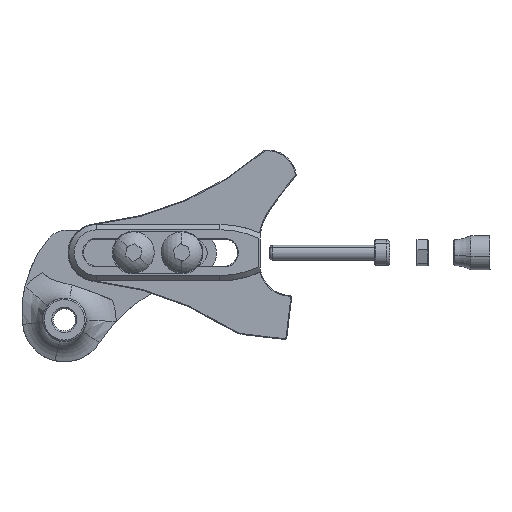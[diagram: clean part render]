
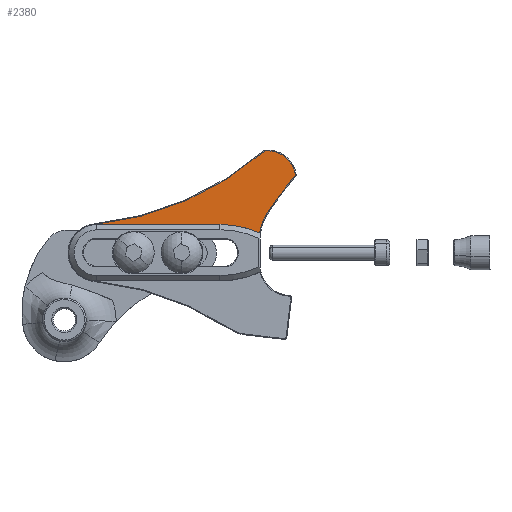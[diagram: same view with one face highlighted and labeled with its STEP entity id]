
A CAD part, top view. The second image highlights one B-rep face of the part: STEP entity #2380.
In plain terms, the highlighted face is planar.
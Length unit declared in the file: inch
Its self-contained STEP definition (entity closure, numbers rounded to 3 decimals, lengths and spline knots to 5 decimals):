
#55 = CIRCLE ( 'NONE', #58, 0.02 ) ;
#58 = AXIS2_PLACEMENT_3D ( 'NONE', #4121, #544, #5681 ) ;
#167 = CARTESIAN_POINT ( 'NONE',  ( -1.92958, 1.2251, -0.09843 ) ) ;
#169 = EDGE_CURVE ( 'NONE', #3736, #5623, #4415, .T. ) ;
#234 = CARTESIAN_POINT ( 'NONE',  ( 0., 0., -0.09843 ) ) ;
#292 = AXIS2_PLACEMENT_3D ( 'NONE', #4084, #1926, #7327 ) ;
#362 = AXIS2_PLACEMENT_3D ( 'NONE', #809, #4811, #1378 ) ;
#418 = VERTEX_POINT ( 'NONE', #2251 ) ;
#512 = CARTESIAN_POINT ( 'NONE',  ( -2.09288, 1.82348, -0.09843 ) ) ;
#544 = DIRECTION ( 'NONE',  ( 0., 0., 1. ) ) ;
#607 = EDGE_CURVE ( 'NONE', #5308, #2054, #6101, .T. ) ;
#777 = AXIS2_PLACEMENT_3D ( 'NONE', #4889, #1453, #5456 ) ;
#796 = DIRECTION ( 'NONE',  ( 1., 0., 0. ) ) ;
#809 = CARTESIAN_POINT ( 'NONE',  ( -1.78803, 1.66194, -0.09843 ) ) ;
#877 = VERTEX_POINT ( 'NONE', #1616 ) ;
#949 = EDGE_CURVE ( 'NONE', #5308, #877, #3953, .T. ) ;
#962 = CIRCLE ( 'NONE', #4831, 0.02 ) ;
#1216 = CARTESIAN_POINT ( 'NONE',  ( -2.09288, 1.82348, -0.09843 ) ) ;
#1378 = DIRECTION ( 'NONE',  ( 1., 0., 0. ) ) ;
#1453 = DIRECTION ( 'NONE',  ( 0., 0., 1. ) ) ;
#1616 = CARTESIAN_POINT ( 'NONE',  ( 0.12344, 0.3488, -0.09843 ) ) ;
#1846 = VERTEX_POINT ( 'NONE', #4886 ) ;
#1890 = AXIS2_PLACEMENT_3D ( 'NONE', #3155, #7158, #3724 ) ;
#1926 = DIRECTION ( 'NONE',  ( 0., 0., -1. ) ) ;
#1966 = ORIENTED_EDGE ( 'NONE', *, *, #2719, .F. ) ;
#2054 = VERTEX_POINT ( 'NONE', #2778 ) ;
#2251 = CARTESIAN_POINT ( 'NONE',  ( -1.91255, 1.08199, -0.09843 ) ) ;
#2273 = DIRECTION ( 'NONE',  ( 0., 0., 1. ) ) ;
#2380 = ADVANCED_FACE ( 'NONE', ( #2677 ), #4756, .T. ) ;
#2411 = EDGE_LOOP ( 'NONE', ( #7116, #1966, #5363, #5707, #6634, #6189, #4457, #4422, #3777, #6069, #7384 ) ) ;
#2479 = DIRECTION ( 'NONE',  ( 0., 0., -1. ) ) ;
#2494 = DIRECTION ( 'NONE',  ( 0., 0., -1. ) ) ;
#2553 = VERTEX_POINT ( 'NONE', #5063 ) ;
#2647 = AXIS2_PLACEMENT_3D ( 'NONE', #5708, #2273, #6276 ) ;
#2655 = AXIS2_PLACEMENT_3D ( 'NONE', #234, #4240, #796 ) ;
#2677 = FACE_OUTER_BOUND ( 'NONE', #2411, .T. ) ;
#2719 = EDGE_CURVE ( 'NONE', #5623, #1846, #962, .T. ) ;
#2778 = CARTESIAN_POINT ( 'NONE',  ( -1.62377, 1.98399, -0.09843 ) ) ;
#2839 = VERTEX_POINT ( 'NONE', #7151 ) ;
#2997 = CIRCLE ( 'NONE', #292, 0.61 ) ;
#3014 = DIRECTION ( 'NONE',  ( -0.943, 0.334, 0. ) ) ;
#3127 = CIRCLE ( 'NONE', #6644, 5.01 ) ;
#3155 = CARTESIAN_POINT ( 'NONE',  ( -2.52255, 1.08199, -0.09843 ) ) ;
#3326 = CARTESIAN_POINT ( 'NONE',  ( -2.11055, 1.83284, -0.09843 ) ) ;
#3422 = VERTEX_POINT ( 'NONE', #167 ) ;
#3540 = EDGE_CURVE ( 'NONE', #2054, #5177, #55, .T. ) ;
#3724 = DIRECTION ( 'NONE',  ( 1., 0., 0. ) ) ;
#3736 = VERTEX_POINT ( 'NONE', #3326 ) ;
#3777 = ORIENTED_EDGE ( 'NONE', *, *, #6115, .T. ) ;
#3784 = VECTOR ( 'NONE', #3014, 39.37008 ) ;
#3786 = EDGE_CURVE ( 'NONE', #418, #2553, #2997, .T. ) ;
#3940 = CIRCLE ( 'NONE', #1890, 0.61 ) ;
#3942 = DIRECTION ( 'NONE',  ( 0., 0., 1. ) ) ;
#3953 = CIRCLE ( 'NONE', #2647, 0.37 ) ;
#4084 = CARTESIAN_POINT ( 'NONE',  ( -2.52255, 1.08199, -0.09843 ) ) ;
#4121 = CARTESIAN_POINT ( 'NONE',  ( -1.64116, 1.97412, -0.09843 ) ) ;
#4240 = DIRECTION ( 'NONE',  ( 0., 0., -1. ) ) ;
#4348 = EDGE_CURVE ( 'NONE', #877, #2839, #6837, .T. ) ;
#4415 = CIRCLE ( 'NONE', #5914, 0.02 ) ;
#4422 = ORIENTED_EDGE ( 'NONE', *, *, #4348, .T. ) ;
#4457 = ORIENTED_EDGE ( 'NONE', *, *, #949, .T. ) ;
#4481 = CIRCLE ( 'NONE', #362, 0.365 ) ;
#4629 = DIRECTION ( 'NONE',  ( 1., 0., 0. ) ) ;
#4756 = PLANE ( 'NONE',  #2655 ) ;
#4811 = DIRECTION ( 'NONE',  ( 0., 0., 1. ) ) ;
#4831 = AXIS2_PLACEMENT_3D ( 'NONE', #1216, #5250, #4629 ) ;
#4886 = CARTESIAN_POINT ( 'NONE',  ( -2.11159, 1.81642, -0.09843 ) ) ;
#4889 = CARTESIAN_POINT ( 'NONE',  ( -1.82061, -0.31041, -0.09843 ) ) ;
#5063 = CARTESIAN_POINT ( 'NONE',  ( -1.92587, 0.95522, -0.09843 ) ) ;
#5177 = VERTEX_POINT ( 'NONE', #7183 ) ;
#5250 = DIRECTION ( 'NONE',  ( 0., 0., 1. ) ) ;
#5308 = VERTEX_POINT ( 'NONE', #6856 ) ;
#5363 = ORIENTED_EDGE ( 'NONE', *, *, #169, .F. ) ;
#5456 = DIRECTION ( 'NONE',  ( 1., 0., 0. ) ) ;
#5623 = VERTEX_POINT ( 'NONE', #7268 ) ;
#5681 = DIRECTION ( 'NONE',  ( 1., 0., 0. ) ) ;
#5707 = ORIENTED_EDGE ( 'NONE', *, *, #6852, .F. ) ;
#5708 = CARTESIAN_POINT ( 'NONE',  ( 0., 0., -0.09843 ) ) ;
#5912 = CARTESIAN_POINT ( 'NONE',  ( -6.79974, 0.04969, -0.09843 ) ) ;
#5914 = AXIS2_PLACEMENT_3D ( 'NONE', #512, #3942, #7371 ) ;
#5932 = CARTESIAN_POINT ( 'NONE',  ( 1.86338, 3.96386, -0.09843 ) ) ;
#5993 = CIRCLE ( 'NONE', #777, 1.27 ) ;
#6016 = AXIS2_PLACEMENT_3D ( 'NONE', #5932, #2494, #6501 ) ;
#6069 = ORIENTED_EDGE ( 'NONE', *, *, #3786, .F. ) ;
#6101 = CIRCLE ( 'NONE', #6016, 4.01 ) ;
#6115 = EDGE_CURVE ( 'NONE', #2839, #2553, #5993, .T. ) ;
#6189 = ORIENTED_EDGE ( 'NONE', *, *, #607, .F. ) ;
#6276 = DIRECTION ( 'NONE',  ( 1., 0., 0. ) ) ;
#6490 = DIRECTION ( 'NONE',  ( 1., 0., 0. ) ) ;
#6501 = DIRECTION ( 'NONE',  ( 1., 0., 0. ) ) ;
#6634 = ORIENTED_EDGE ( 'NONE', *, *, #3540, .F. ) ;
#6644 = AXIS2_PLACEMENT_3D ( 'NONE', #5912, #2479, #6490 ) ;
#6798 = EDGE_CURVE ( 'NONE', #1846, #3422, #3127, .T. ) ;
#6837 = LINE ( 'NONE', #6993, #3784 ) ;
#6852 = EDGE_CURVE ( 'NONE', #5177, #3736, #4481, .T. ) ;
#6856 = CARTESIAN_POINT ( 'NONE',  ( 0.15741, 0.33485, -0.09843 ) ) ;
#6932 = EDGE_CURVE ( 'NONE', #3422, #418, #3940, .T. ) ;
#6993 = CARTESIAN_POINT ( 'NONE',  ( 0.12344, 0.3488, -0.09843 ) ) ;
#7116 = ORIENTED_EDGE ( 'NONE', *, *, #6798, .F. ) ;
#7151 = CARTESIAN_POINT ( 'NONE',  ( -1.39692, 0.88683, -0.09843 ) ) ;
#7158 = DIRECTION ( 'NONE',  ( 0., 0., -1. ) ) ;
#7183 = CARTESIAN_POINT ( 'NONE',  ( -1.63265, 1.99222, -0.09843 ) ) ;
#7268 = CARTESIAN_POINT ( 'NONE',  ( -2.11288, 1.82348, -0.09843 ) ) ;
#7327 = DIRECTION ( 'NONE',  ( 1., 0., 0. ) ) ;
#7371 = DIRECTION ( 'NONE',  ( 1., 0., 0. ) ) ;
#7384 = ORIENTED_EDGE ( 'NONE', *, *, #6932, .F. ) ;
